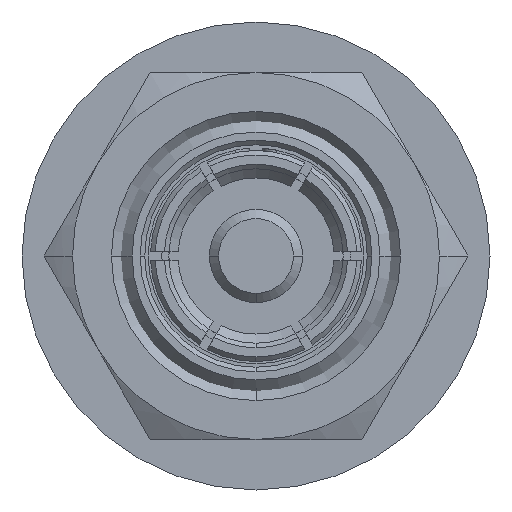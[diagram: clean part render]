
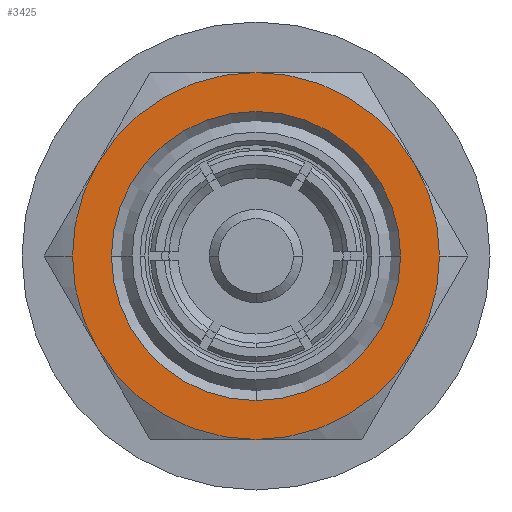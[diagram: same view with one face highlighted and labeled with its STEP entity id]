
A CAD part, left-side view. The second image highlights one B-rep face of the part: STEP entity #3425.
In plain terms, the highlighted planar face has unit normal (-1, 0, 0).
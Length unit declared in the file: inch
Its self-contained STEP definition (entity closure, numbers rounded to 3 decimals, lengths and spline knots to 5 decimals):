
#20 = CARTESIAN_POINT ( 'NONE',  ( 0., 0., 0. ) ) ;
#221 = AXIS2_PLACEMENT_3D ( 'NONE', #3583, #2909, #6288 ) ;
#385 = DIRECTION ( 'NONE',  ( 0., -1., 0. ) ) ;
#413 = CIRCLE ( 'NONE', #5113, 0.12402 ) ;
#486 = CIRCLE ( 'NONE', #5464, 0.15748 ) ;
#604 = CIRCLE ( 'NONE', #6716, 0.15748 ) ;
#678 = DIRECTION ( 'NONE',  ( 0., 1., 0. ) ) ;
#735 = DIRECTION ( 'NONE',  ( 1., 0., 0. ) ) ;
#767 = ORIENTED_EDGE ( 'NONE', *, *, #8453, .T. ) ;
#807 = CARTESIAN_POINT ( 'NONE',  ( 0., 0., 0. ) ) ;
#930 = ORIENTED_EDGE ( 'NONE', *, *, #2362, .F. ) ;
#977 = EDGE_CURVE ( 'NONE', #7135, #3632, #3398, .T. ) ;
#1052 = VERTEX_POINT ( 'NONE', #3738 ) ;
#1269 = PLANE ( 'NONE',  #1529 ) ;
#1332 = DIRECTION ( 'NONE',  ( 0., 1., 0. ) ) ;
#1513 = EDGE_CURVE ( 'NONE', #2841, #3823, #6586, .T. ) ;
#1529 = AXIS2_PLACEMENT_3D ( 'NONE', #6019, #5349, #678 ) ;
#1681 = DIRECTION ( 'NONE',  ( 1., 0., 0. ) ) ;
#1790 = ORIENTED_EDGE ( 'NONE', *, *, #1513, .T. ) ;
#1989 = DIRECTION ( 'NONE',  ( 1., 0., 0. ) ) ;
#2003 = ORIENTED_EDGE ( 'NONE', *, *, #4787, .T. ) ;
#2006 = CIRCLE ( 'NONE', #8109, 0.12402 ) ;
#2058 = ORIENTED_EDGE ( 'NONE', *, *, #6031, .T. ) ;
#2136 = DIRECTION ( 'NONE',  ( 0., -0.866, -0.5 ) ) ;
#2184 = DIRECTION ( 'NONE',  ( 0., 0.866, 0.5 ) ) ;
#2337 = VERTEX_POINT ( 'NONE', #6996 ) ;
#2362 = EDGE_CURVE ( 'NONE', #5793, #2337, #4629, .T. ) ;
#2841 = VERTEX_POINT ( 'NONE', #3812 ) ;
#2909 = DIRECTION ( 'NONE',  ( 1., 0., 0. ) ) ;
#2921 = EDGE_LOOP ( 'NONE', ( #1790, #2003, #2058 ) ) ;
#3026 = DIRECTION ( 'NONE',  ( -1., 0., 0. ) ) ;
#3035 = CARTESIAN_POINT ( 'NONE',  ( 0., 0.13638, 0.07874 ) ) ;
#3263 = CARTESIAN_POINT ( 'NONE',  ( 0., 0., -0.12402 ) ) ;
#3398 = CIRCLE ( 'NONE', #6794, 0.15748 ) ;
#3425 = ADVANCED_FACE ( 'NONE', ( #5440, #4068 ), #1269, .F. ) ;
#3429 = AXIS2_PLACEMENT_3D ( 'NONE', #3953, #735, #7616 ) ;
#3524 = EDGE_CURVE ( 'NONE', #8125, #5793, #4777, .T. ) ;
#3583 = CARTESIAN_POINT ( 'NONE',  ( 0., 0., 0. ) ) ;
#3632 = VERTEX_POINT ( 'NONE', #5208 ) ;
#3714 = AXIS2_PLACEMENT_3D ( 'NONE', #807, #4896, #6860 ) ;
#3738 = CARTESIAN_POINT ( 'NONE',  ( 0., -0.13638, -0.07874 ) ) ;
#3812 = CARTESIAN_POINT ( 'NONE',  ( 0., -0.12402, 0. ) ) ;
#3823 = VERTEX_POINT ( 'NONE', #3263 ) ;
#3851 = EDGE_LOOP ( 'NONE', ( #7754, #4522, #767, #8254, #930, #7662, #8356, #7459 ) ) ;
#3953 = CARTESIAN_POINT ( 'NONE',  ( 0., 0., 0. ) ) ;
#4068 = FACE_OUTER_BOUND ( 'NONE', #3851, .T. ) ;
#4089 = VERTEX_POINT ( 'NONE', #5816 ) ;
#4481 = CARTESIAN_POINT ( 'NONE',  ( 0., 0., 0. ) ) ;
#4522 = ORIENTED_EDGE ( 'NONE', *, *, #5384, .F. ) ;
#4566 = CIRCLE ( 'NONE', #3714, 0.15748 ) ;
#4573 = AXIS2_PLACEMENT_3D ( 'NONE', #5862, #3026, #6540 ) ;
#4629 = CIRCLE ( 'NONE', #221, 0.15748 ) ;
#4700 = CARTESIAN_POINT ( 'NONE',  ( 0., 0.12402, 0. ) ) ;
#4718 = VERTEX_POINT ( 'NONE', #4700 ) ;
#4777 = CIRCLE ( 'NONE', #4913, 0.15748 ) ;
#4787 = EDGE_CURVE ( 'NONE', #3823, #4718, #2006, .T. ) ;
#4818 = EDGE_CURVE ( 'NONE', #8753, #3632, #7249, .T. ) ;
#4896 = DIRECTION ( 'NONE',  ( 1., 0., 0. ) ) ;
#4913 = AXIS2_PLACEMENT_3D ( 'NONE', #5651, #8284, #2184 ) ;
#5113 = AXIS2_PLACEMENT_3D ( 'NONE', #8126, #8038, #1332 ) ;
#5208 = CARTESIAN_POINT ( 'NONE',  ( 0., 0.13638, -0.07874 ) ) ;
#5349 = DIRECTION ( 'NONE',  ( 1., 0., 0. ) ) ;
#5352 = DIRECTION ( 'NONE',  ( 0., 0.866, 0.5 ) ) ;
#5384 = EDGE_CURVE ( 'NONE', #1052, #8753, #4566, .T. ) ;
#5440 = FACE_BOUND ( 'NONE', #2921, .T. ) ;
#5448 = CARTESIAN_POINT ( 'NONE',  ( 0., 0., 0. ) ) ;
#5464 = AXIS2_PLACEMENT_3D ( 'NONE', #7439, #7980, #5352 ) ;
#5651 = CARTESIAN_POINT ( 'NONE',  ( 0., 0., 0. ) ) ;
#5793 = VERTEX_POINT ( 'NONE', #7591 ) ;
#5816 = CARTESIAN_POINT ( 'NONE',  ( 0., -0.15748, 0. ) ) ;
#5862 = CARTESIAN_POINT ( 'NONE',  ( 0., 0., 0. ) ) ;
#6019 = CARTESIAN_POINT ( 'NONE',  ( 0., 0., 0. ) ) ;
#6020 = AXIS2_PLACEMENT_3D ( 'NONE', #4481, #1681, #385 ) ;
#6031 = EDGE_CURVE ( 'NONE', #4718, #2841, #413, .T. ) ;
#6288 = DIRECTION ( 'NONE',  ( 0., 0., 1. ) ) ;
#6402 = CARTESIAN_POINT ( 'NONE',  ( 0., 0.15748, 0. ) ) ;
#6540 = DIRECTION ( 'NONE',  ( 0., -0.866, -0.5 ) ) ;
#6586 = CIRCLE ( 'NONE', #6020, 0.12402 ) ;
#6716 = AXIS2_PLACEMENT_3D ( 'NONE', #6938, #8233, #2136 ) ;
#6742 = DIRECTION ( 'NONE',  ( -1., 0., 0. ) ) ;
#6748 = DIRECTION ( 'NONE',  ( 0., -1., 0. ) ) ;
#6794 = AXIS2_PLACEMENT_3D ( 'NONE', #5448, #6742, #8118 ) ;
#6860 = DIRECTION ( 'NONE',  ( 0., -0.866, -0.5 ) ) ;
#6938 = CARTESIAN_POINT ( 'NONE',  ( 0., 0., 0. ) ) ;
#6996 = CARTESIAN_POINT ( 'NONE',  ( 0., -0.13638, 0.07874 ) ) ;
#7135 = VERTEX_POINT ( 'NONE', #6402 ) ;
#7249 = CIRCLE ( 'NONE', #3429, 0.15748 ) ;
#7439 = CARTESIAN_POINT ( 'NONE',  ( 0., 0., 0. ) ) ;
#7459 = ORIENTED_EDGE ( 'NONE', *, *, #977, .T. ) ;
#7591 = CARTESIAN_POINT ( 'NONE',  ( 0., 0., 0.15748 ) ) ;
#7616 = DIRECTION ( 'NONE',  ( 0., 0., -1. ) ) ;
#7662 = ORIENTED_EDGE ( 'NONE', *, *, #3524, .F. ) ;
#7754 = ORIENTED_EDGE ( 'NONE', *, *, #4818, .F. ) ;
#7768 = CARTESIAN_POINT ( 'NONE',  ( 0., 0., -0.15748 ) ) ;
#7770 = EDGE_CURVE ( 'NONE', #8125, #7135, #486, .T. ) ;
#7980 = DIRECTION ( 'NONE',  ( -1., 0., 0. ) ) ;
#8038 = DIRECTION ( 'NONE',  ( 1., 0., 0. ) ) ;
#8109 = AXIS2_PLACEMENT_3D ( 'NONE', #20, #1989, #6748 ) ;
#8118 = DIRECTION ( 'NONE',  ( 0., 0.866, 0.5 ) ) ;
#8125 = VERTEX_POINT ( 'NONE', #3035 ) ;
#8126 = CARTESIAN_POINT ( 'NONE',  ( 0., 0., 0. ) ) ;
#8233 = DIRECTION ( 'NONE',  ( -1., 0., 0. ) ) ;
#8254 = ORIENTED_EDGE ( 'NONE', *, *, #8298, .T. ) ;
#8284 = DIRECTION ( 'NONE',  ( 1., 0., 0. ) ) ;
#8298 = EDGE_CURVE ( 'NONE', #4089, #2337, #604, .T. ) ;
#8356 = ORIENTED_EDGE ( 'NONE', *, *, #7770, .T. ) ;
#8453 = EDGE_CURVE ( 'NONE', #1052, #4089, #8701, .T. ) ;
#8701 = CIRCLE ( 'NONE', #4573, 0.15748 ) ;
#8753 = VERTEX_POINT ( 'NONE', #7768 ) ;
